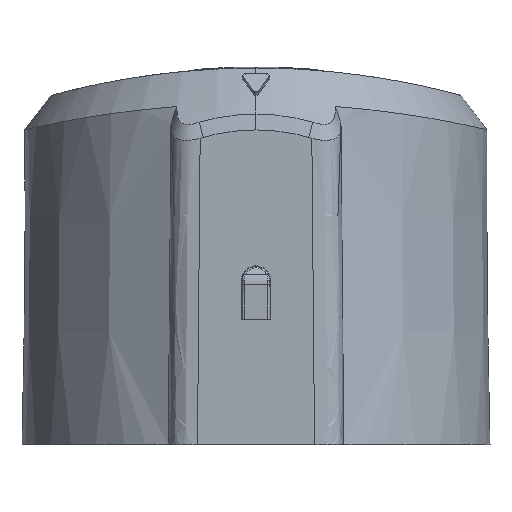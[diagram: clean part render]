
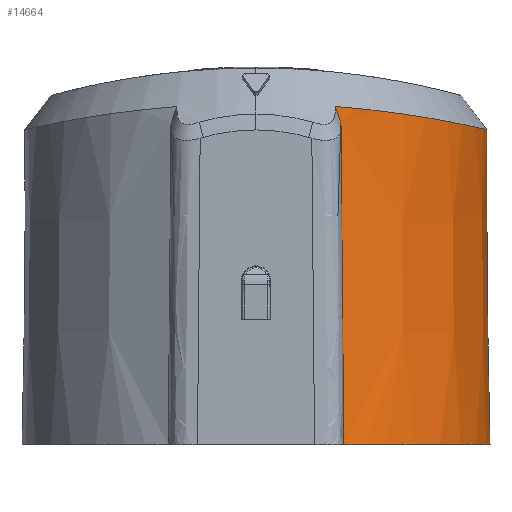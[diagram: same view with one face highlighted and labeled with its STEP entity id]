
A CAD part, left-side view. The second image highlights one B-rep face of the part: STEP entity #14664.
In plain terms, the highlighted conical face has half-angle 0.5 degrees and reference radius 24 mm.
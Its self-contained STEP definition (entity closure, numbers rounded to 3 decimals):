
#206=CONICAL_SURFACE('',#17742,24.,0.5);
#1161=FACE_OUTER_BOUND('',#2000,.T.);
#2000=EDGE_LOOP('',(#4384,#4385,#4386,#4387,#4388));
#4384=ORIENTED_EDGE('',*,*,#9322,.T.);
#4385=ORIENTED_EDGE('',*,*,#9323,.T.);
#4386=ORIENTED_EDGE('',*,*,#9324,.F.);
#4387=ORIENTED_EDGE('',*,*,#9325,.F.);
#4388=ORIENTED_EDGE('',*,*,#9326,.T.);
#9322=EDGE_CURVE('',#16379,#16380,#12485,.T.);
#9323=EDGE_CURVE('',#16380,#16381,#12486,.T.);
#9324=EDGE_CURVE('',#16382,#16381,#12487,.T.);
#9325=EDGE_CURVE('',#16383,#16382,#12488,.T.);
#9326=EDGE_CURVE('',#16383,#16379,#12489,.T.);
#12485=B_SPLINE_CURVE_WITH_KNOTS('',3,(#30329,#30330,#30331,#30332,#30333,
#30334,#30335,#30336,#30337,#30338,#30339,#30340,#30341,#30342,#30343,#30344,
#30345,#30346,#30347,#30348,#30349,#30350,#30351,#30352,#30353,#30354,#30355,
#30356,#30357,#30358,#30359,#30360,#30361,#30362,#30363,#30364,#30365,#30366,
#30367,#30368,#30369,#30370,#30371,#30372,#30373,#30374,#30375,#30376,#30377,
#30378,#30379,#30380,#30381,#30382,#30383,#30384,#30385,#30386,#30387,#30388,
#30389,#30390,#30391,#30392),.UNSPECIFIED.,.F.,.F.,(4,2,2,2,2,2,2,2,2,2,
2,2,2,2,2,2,1,2,2,2,2,2,2,2,2,2,2,2,2,2,1,2,4),(0.,0.062,0.094,
0.109,0.117,0.125,0.187,
0.219,0.234,0.25,0.375,
0.437,0.469,0.5,0.562,
0.594,0.609,0.617,0.625,
0.687,0.719,0.734,0.742,
0.75,0.812,0.844,0.875,
0.937,0.969,0.984,0.992,0.996,1.),
 .UNSPECIFIED.);
#12486=B_SPLINE_CURVE_WITH_KNOTS('',3,(#30395,#30396,#30397,#30398),
 .UNSPECIFIED.,.F.,.F.,(4,4),(0.,1.),.UNSPECIFIED.);
#12487=B_SPLINE_CURVE_WITH_KNOTS('',3,(#30400,#30401,#30402,#30403),
 .UNSPECIFIED.,.F.,.F.,(4,4),(0.,1.),.UNSPECIFIED.);
#12488=B_SPLINE_CURVE_WITH_KNOTS('',3,(#30405,#30406,#30407,#30408,#30409,
#30410,#30411,#30412,#30413,#30414),.UNSPECIFIED.,.F.,.F.,(4,2,2,2,4),(0.,
0.25,0.5,0.75,1.),.UNSPECIFIED.);
#12489=B_SPLINE_CURVE_WITH_KNOTS('',3,(#30416,#30417,#30418,#30419),
 .UNSPECIFIED.,.F.,.F.,(4,4),(0.,1.),.UNSPECIFIED.);
#14664=ADVANCED_FACE('',(#1161),#206,.T.);
#16379=VERTEX_POINT('',#30393);
#16380=VERTEX_POINT('',#30394);
#16381=VERTEX_POINT('',#30399);
#16382=VERTEX_POINT('',#30404);
#16383=VERTEX_POINT('',#30415);
#17742=AXIS2_PLACEMENT_3D('',#30420,#18469,#18470);
#18469=DIRECTION('',(0.,0.,-1.));
#18470=DIRECTION('',(-1.,0.,0.));
#30329=CARTESIAN_POINT('',(16.435,-17.086,33.683));
#30330=CARTESIAN_POINT('',(15.511,-17.976,33.538));
#30331=CARTESIAN_POINT('',(14.627,-18.685,33.412));
#30332=CARTESIAN_POINT('',(13.436,-19.542,33.253));
#30333=CARTESIAN_POINT('',(13.061,-19.794,33.206));
#30334=CARTESIAN_POINT('',(12.538,-20.126,33.141));
#30335=CARTESIAN_POINT('',(12.371,-20.23,33.121));
#30336=CARTESIAN_POINT('',(12.13,-20.375,33.092));
#30337=CARTESIAN_POINT('',(12.051,-20.422,33.083));
#30338=CARTESIAN_POINT('',(11.898,-20.512,33.065));
#30339=CARTESIAN_POINT('',(11.864,-20.531,33.061));
#30340=CARTESIAN_POINT('',(10.833,-21.121,32.945));
#30341=CARTESIAN_POINT('',(9.913,-21.565,32.853));
#30342=CARTESIAN_POINT('',(8.551,-22.125,32.735));
#30343=CARTESIAN_POINT('',(8.1,-22.295,32.698));
#30344=CARTESIAN_POINT('',(7.429,-22.524,32.649));
#30345=CARTESIAN_POINT('',(7.206,-22.596,32.633));
#30346=CARTESIAN_POINT('',(6.763,-22.733,32.603));
#30347=CARTESIAN_POINT('',(6.571,-22.789,32.59));
#30348=CARTESIAN_POINT('',(4.349,-23.405,32.453));
#30349=CARTESIAN_POINT('',(2.415,-23.673,32.388));
#30350=CARTESIAN_POINT('',(-0.471,-23.733,32.376));
#30351=CARTESIAN_POINT('',(-1.446,-23.695,32.386));
#30352=CARTESIAN_POINT('',(-2.918,-23.543,32.421));
#30353=CARTESIAN_POINT('',(-3.409,-23.477,32.436));
#30354=CARTESIAN_POINT('',(-4.394,-23.312,32.473));
#30355=CARTESIAN_POINT('',(-4.935,-23.203,32.498));
#30356=CARTESIAN_POINT('',(-6.264,-22.893,32.566));
#30357=CARTESIAN_POINT('',(-7.174,-22.627,32.625));
#30358=CARTESIAN_POINT('',(-8.558,-22.123,32.734));
#30359=CARTESIAN_POINT('',(-9.023,-21.937,32.773));
#30360=CARTESIAN_POINT('',(-9.723,-21.631,32.838));
#30361=CARTESIAN_POINT('',(-10.074,-21.471,32.871));
#30362=CARTESIAN_POINT('',(-10.425,-21.3,32.906));
#30363=CARTESIAN_POINT('',(-10.659,-21.183,32.93));
#30364=CARTESIAN_POINT('',(-10.81,-21.107,32.946));
#30365=CARTESIAN_POINT('',(-11.56,-20.718,33.025));
#30366=CARTESIAN_POINT('',(-12.312,-20.288,33.112));
#30367=CARTESIAN_POINT('',(-13.535,-19.474,33.267));
#30368=CARTESIAN_POINT('',(-13.957,-19.175,33.322));
#30369=CARTESIAN_POINT('',(-14.608,-18.676,33.412));
#30370=CARTESIAN_POINT('',(-14.828,-18.502,33.443));
#30371=CARTESIAN_POINT('',(-15.161,-18.228,33.491));
#30372=CARTESIAN_POINT('',(-15.272,-18.135,33.507));
#30373=CARTESIAN_POINT('',(-15.496,-17.943,33.54));
#30374=CARTESIAN_POINT('',(-15.63,-17.827,33.56));
#30375=CARTESIAN_POINT('',(-16.453,-17.096,33.684));
#30376=CARTESIAN_POINT('',(-17.145,-16.401,33.794));
#30377=CARTESIAN_POINT('',(-18.113,-15.3,33.96));
#30378=CARTESIAN_POINT('',(-18.424,-14.923,34.014));
#30379=CARTESIAN_POINT('',(-19.023,-14.15,34.121));
#30380=CARTESIAN_POINT('',(-19.28,-13.798,34.167));
#30381=CARTESIAN_POINT('',(-20.196,-12.452,34.338));
#30382=CARTESIAN_POINT('',(-20.715,-11.556,34.439));
#30383=CARTESIAN_POINT('',(-21.377,-10.243,34.571));
#30384=CARTESIAN_POINT('',(-21.578,-9.811,34.612));
#30385=CARTESIAN_POINT('',(-21.853,-9.172,34.669));
#30386=CARTESIAN_POINT('',(-21.94,-8.96,34.687));
#30387=CARTESIAN_POINT('',(-22.065,-8.646,34.713));
#30388=CARTESIAN_POINT('',(-22.125,-8.49,34.725));
#30389=CARTESIAN_POINT('',(-22.184,-8.334,34.738));
#30390=CARTESIAN_POINT('',(-22.222,-8.231,34.746));
#30391=CARTESIAN_POINT('',(-22.223,-8.23,34.746));
#30392=CARTESIAN_POINT('',(-22.261,-8.127,34.754));
#30393=CARTESIAN_POINT('',(16.435,-17.085,33.683));
#30394=CARTESIAN_POINT('',(-22.26,-8.127,34.754));
#30395=CARTESIAN_POINT('',(-22.261,-8.127,34.754));
#30396=CARTESIAN_POINT('',(-22.162,-8.417,33.903));
#30397=CARTESIAN_POINT('',(-22.091,-8.611,33.339));
#30398=CARTESIAN_POINT('',(-22.054,-8.712,33.063));
#30399=CARTESIAN_POINT('',(-22.054,-8.712,33.062));
#30400=CARTESIAN_POINT('',(-22.249,-9.,0.1));
#30401=CARTESIAN_POINT('',(-22.184,-8.904,11.087));
#30402=CARTESIAN_POINT('',(-22.119,-8.808,22.075));
#30403=CARTESIAN_POINT('',(-22.054,-8.712,33.062));
#30404=CARTESIAN_POINT('',(-22.249,-9.,0.1));
#30405=CARTESIAN_POINT('',(16.6,-17.333,0.1));
#30406=CARTESIAN_POINT('',(13.769,-20.044,0.1));
#30407=CARTESIAN_POINT('',(10.316,-22.021,0.1));
#30408=CARTESIAN_POINT('',(2.776,-24.159,0.1));
#30409=CARTESIAN_POINT('',(-1.202,-24.288,0.1));
#30410=CARTESIAN_POINT('',(-8.865,-22.644,0.1));
#30411=CARTESIAN_POINT('',(-12.44,-20.895,0.1));
#30412=CARTESIAN_POINT('',(-18.44,-15.853,0.1));
#30413=CARTESIAN_POINT('',(-20.779,-12.634,0.1));
#30414=CARTESIAN_POINT('',(-22.249,-9.,0.1));
#30415=CARTESIAN_POINT('',(16.6,-17.333,0.1));
#30416=CARTESIAN_POINT('',(16.6,-17.333,0.1));
#30417=CARTESIAN_POINT('',(16.545,-17.251,11.294));
#30418=CARTESIAN_POINT('',(16.49,-17.168,22.489));
#30419=CARTESIAN_POINT('',(16.435,-17.086,33.683));
#30420=CARTESIAN_POINT('',(0.,0.,0.1));
